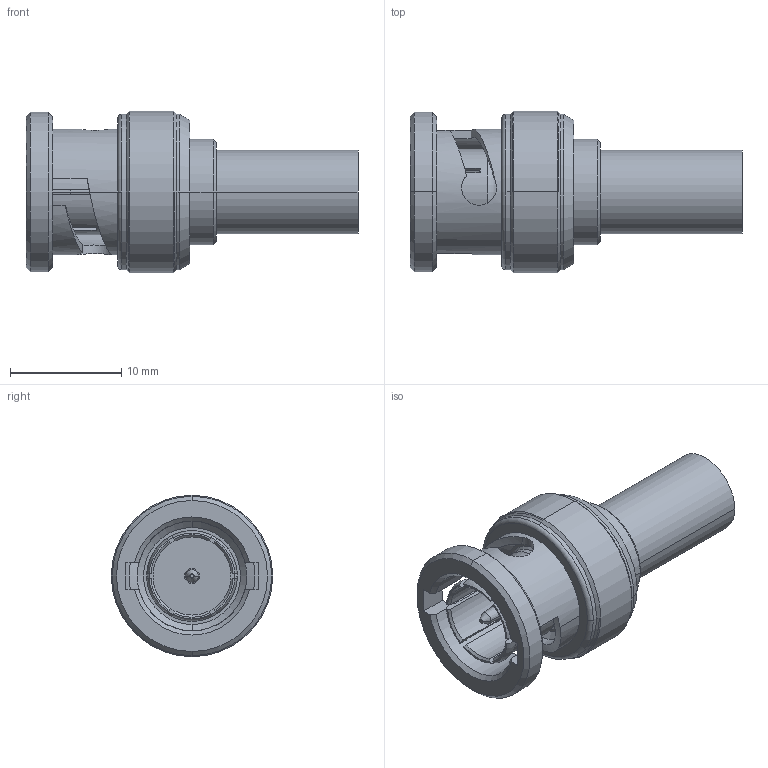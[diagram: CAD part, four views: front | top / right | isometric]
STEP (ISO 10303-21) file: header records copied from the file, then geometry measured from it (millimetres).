
FILE_DESCRIPTION((''),'2;1');
FILE_NAME('B1121AA-ND3G-59UX20AW_SW0001','2019-12-18T',('Viji'),(''),'CREO PARAMETRIC BY PTC INC, 2018360','CREO PARAMETRIC BY PTC INC, 2018360','');
FILE_SCHEMA(('CONFIG_CONTROL_DESIGN'));
Length unit declared in the file: inch
Products named in the file (1): B1121AA-ND3G-59UX20AW_SW0001
Bounding box: 29.79 x 14.48 x 14.48 mm (x, y, z)
Volume: 1953.3 mm3; surface area: 2051.1 mm2
Topology: 1 solids, 1 shells, 130 faces, 334 edges, 212 vertices
Faces by surface type: plane 42, cylinder 42, cone 32, torus 10, bspline 4
Entity records: 4568 total; most frequent: CARTESIAN_POINT 1348, DIRECTION 676, ORIENTED_EDGE 668, EDGE_CURVE 334, AXIS2_PLACEMENT_3D 268, VERTEX_POINT 212, CIRCLE 142, VECTOR 140
